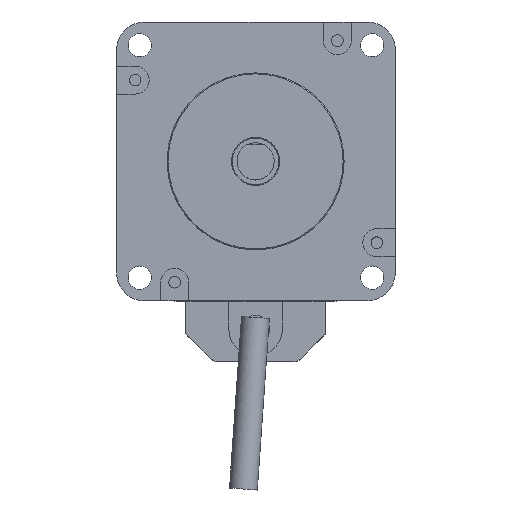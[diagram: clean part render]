
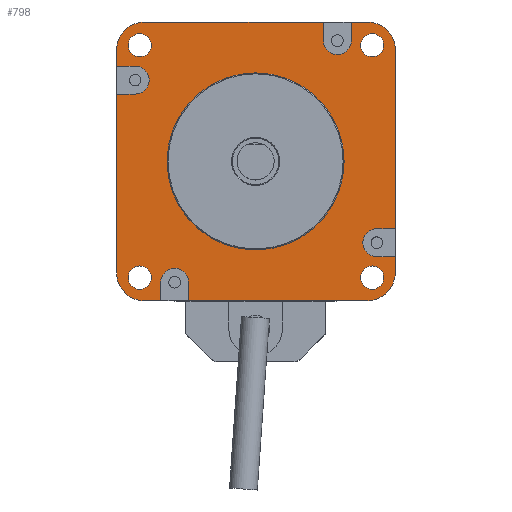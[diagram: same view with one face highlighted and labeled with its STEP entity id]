
A CAD part, top view. The second image highlights one B-rep face of the part: STEP entity #798.
In plain terms, the highlighted planar face has unit normal (0, 0, 1).
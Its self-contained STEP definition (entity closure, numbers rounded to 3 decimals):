
#238=FACE_BOUND('',#1398,.T.);
#239=FACE_BOUND('',#1399,.T.);
#240=FACE_BOUND('',#1400,.T.);
#241=FACE_BOUND('',#1401,.T.);
#242=FACE_BOUND('',#1402,.T.);
#243=FACE_BOUND('',#1403,.T.);
#542=CIRCLE('',#4519,2.5);
#544=CIRCLE('',#4522,2.5);
#546=CIRCLE('',#4525,2.5);
#548=CIRCLE('',#4528,2.5);
#550=CIRCLE('',#4531,6.);
#552=CIRCLE('',#4535,3.);
#554=CIRCLE('',#4540,6.);
#556=CIRCLE('',#4545,3.);
#558=CIRCLE('',#4550,6.178);
#560=CIRCLE('',#4555,3.);
#562=CIRCLE('',#4559,6.016);
#564=CIRCLE('',#4564,3.);
#565=CIRCLE('',#4570,5.);
#798=ADVANCED_FACE('',(#238,#239,#240,#241,#242,#243),#921,.T.);
#921=PLANE('',#4571);
#1398=EDGE_LOOP('',(#2456,#2457,#2458,#2459,#2460,#2461,#2462,#2463,#2464,
#2465,#2466,#2467,#2468,#2469,#2470,#2471,#2472,#2473,#2474,#2475,#2476,
#2477,#2478,#2479));
#1399=EDGE_LOOP('',(#2480));
#1400=EDGE_LOOP('',(#2481));
#1401=EDGE_LOOP('',(#2482));
#1402=EDGE_LOOP('',(#2483));
#1403=EDGE_LOOP('',(#2484));
#2456=ORIENTED_EDGE('',*,*,#3444,.T.);
#2457=ORIENTED_EDGE('',*,*,#3451,.T.);
#2458=ORIENTED_EDGE('',*,*,#3455,.T.);
#2459=ORIENTED_EDGE('',*,*,#3386,.T.);
#2460=ORIENTED_EDGE('',*,*,#3399,.T.);
#2461=ORIENTED_EDGE('',*,*,#3396,.T.);
#2462=ORIENTED_EDGE('',*,*,#3393,.T.);
#2463=ORIENTED_EDGE('',*,*,#3390,.T.);
#2464=ORIENTED_EDGE('',*,*,#3405,.T.);
#2465=ORIENTED_EDGE('',*,*,#3402,.T.);
#2466=ORIENTED_EDGE('',*,*,#3417,.T.);
#2467=ORIENTED_EDGE('',*,*,#3414,.T.);
#2468=ORIENTED_EDGE('',*,*,#3411,.T.);
#2469=ORIENTED_EDGE('',*,*,#3408,.T.);
#2470=ORIENTED_EDGE('',*,*,#3441,.T.);
#2471=ORIENTED_EDGE('',*,*,#3420,.T.);
#2472=ORIENTED_EDGE('',*,*,#3433,.T.);
#2473=ORIENTED_EDGE('',*,*,#3429,.F.);
#2474=ORIENTED_EDGE('',*,*,#3431,.F.);
#2475=ORIENTED_EDGE('',*,*,#3425,.F.);
#2476=ORIENTED_EDGE('',*,*,#3439,.T.);
#2477=ORIENTED_EDGE('',*,*,#3436,.T.);
#2478=ORIENTED_EDGE('',*,*,#3453,.T.);
#2479=ORIENTED_EDGE('',*,*,#3447,.T.);
#2480=ORIENTED_EDGE('',*,*,#3383,.F.);
#2481=ORIENTED_EDGE('',*,*,#3381,.F.);
#2482=ORIENTED_EDGE('',*,*,#3379,.F.);
#2483=ORIENTED_EDGE('',*,*,#3377,.F.);
#2484=ORIENTED_EDGE('',*,*,#3456,.T.);
#2847=VERTEX_POINT('',#6903);
#2849=VERTEX_POINT('',#6908);
#2851=VERTEX_POINT('',#6913);
#2853=VERTEX_POINT('',#6918);
#2856=VERTEX_POINT('',#6924);
#2857=VERTEX_POINT('',#6926);
#2860=VERTEX_POINT('',#6933);
#2861=VERTEX_POINT('',#6935);
#2863=VERTEX_POINT('',#6941);
#2865=VERTEX_POINT('',#6947);
#2868=VERTEX_POINT('',#6957);
#2869=VERTEX_POINT('',#6959);
#2872=VERTEX_POINT('',#6969);
#2873=VERTEX_POINT('',#6971);
#2875=VERTEX_POINT('',#6977);
#2877=VERTEX_POINT('',#6983);
#2880=VERTEX_POINT('',#6993);
#2881=VERTEX_POINT('',#6995);
#2882=VERTEX_POINT('',#6999);
#2885=VERTEX_POINT('',#7004);
#2887=VERTEX_POINT('',#7009);
#2889=VERTEX_POINT('',#7013);
#2892=VERTEX_POINT('',#7026);
#2893=VERTEX_POINT('',#7028);
#2896=VERTEX_POINT('',#7041);
#2897=VERTEX_POINT('',#7043);
#2899=VERTEX_POINT('',#7049);
#2901=VERTEX_POINT('',#7055);
#2902=VERTEX_POINT('',#7065);
#3377=EDGE_CURVE('',#2847,#2847,#542,.T.);
#3379=EDGE_CURVE('',#2849,#2849,#544,.T.);
#3381=EDGE_CURVE('',#2851,#2851,#546,.T.);
#3383=EDGE_CURVE('',#2853,#2853,#548,.T.);
#3386=EDGE_CURVE('',#2857,#2856,#550,.T.);
#3390=EDGE_CURVE('',#2861,#2860,#3740,.T.);
#3393=EDGE_CURVE('',#2863,#2861,#552,.T.);
#3396=EDGE_CURVE('',#2865,#2863,#3744,.T.);
#3399=EDGE_CURVE('',#2856,#2865,#3747,.T.);
#3402=EDGE_CURVE('',#2869,#2868,#554,.T.);
#3405=EDGE_CURVE('',#2860,#2869,#3751,.T.);
#3408=EDGE_CURVE('',#2873,#2872,#3754,.T.);
#3411=EDGE_CURVE('',#2875,#2873,#556,.T.);
#3414=EDGE_CURVE('',#2877,#2875,#3758,.T.);
#3417=EDGE_CURVE('',#2868,#2877,#3761,.T.);
#3420=EDGE_CURVE('',#2881,#2880,#558,.T.);
#3425=EDGE_CURVE('',#2885,#2882,#3767,.T.);
#3429=EDGE_CURVE('',#2889,#2887,#3771,.T.);
#3431=EDGE_CURVE('',#2882,#2889,#560,.T.);
#3433=EDGE_CURVE('',#2880,#2887,#3773,.T.);
#3436=EDGE_CURVE('',#2893,#2892,#562,.T.);
#3439=EDGE_CURVE('',#2885,#2893,#3777,.T.);
#3441=EDGE_CURVE('',#2872,#2881,#3779,.T.);
#3444=EDGE_CURVE('',#2897,#2896,#564,.T.);
#3447=EDGE_CURVE('',#2899,#2897,#3783,.T.);
#3451=EDGE_CURVE('',#2896,#2901,#3787,.T.);
#3453=EDGE_CURVE('',#2892,#2899,#3789,.T.);
#3455=EDGE_CURVE('',#2901,#2857,#3791,.T.);
#3456=EDGE_CURVE('',#2902,#2902,#565,.T.);
#3740=LINE('',#6934,#4071);
#3744=LINE('',#6946,#4075);
#3747=LINE('',#6951,#4078);
#3751=LINE('',#6963,#4082);
#3754=LINE('',#6970,#4085);
#3758=LINE('',#6982,#4089);
#3761=LINE('',#6987,#4092);
#3767=LINE('',#7005,#4098);
#3771=LINE('',#7014,#4102);
#3773=LINE('',#7020,#4104);
#3777=LINE('',#7032,#4108);
#3779=LINE('',#7035,#4110);
#3783=LINE('',#7048,#4114);
#3787=LINE('',#7056,#4118);
#3789=LINE('',#7059,#4120);
#3791=LINE('',#7062,#4122);
#4071=VECTOR('',#5670,1.);
#4075=VECTOR('',#5682,1.);
#4078=VECTOR('',#5687,1.);
#4082=VECTOR('',#5699,1.);
#4085=VECTOR('',#5704,1.);
#4089=VECTOR('',#5716,1.);
#4092=VECTOR('',#5721,1.);
#4098=VECTOR('',#5735,1.);
#4102=VECTOR('',#5741,1.);
#4104=VECTOR('',#5751,1.);
#4108=VECTOR('',#5763,1.);
#4110=VECTOR('',#5767,1.);
#4114=VECTOR('',#5779,1.);
#4118=VECTOR('',#5785,1.);
#4120=VECTOR('',#5789,1.);
#4122=VECTOR('',#5793,1.);
#4519=AXIS2_PLACEMENT_3D('',#6902,#5638,#5639);
#4522=AXIS2_PLACEMENT_3D('',#6907,#5644,#5645);
#4525=AXIS2_PLACEMENT_3D('',#6912,#5650,#5651);
#4528=AXIS2_PLACEMENT_3D('',#6917,#5656,#5657);
#4531=AXIS2_PLACEMENT_3D('',#6925,#5663,#5664);
#4535=AXIS2_PLACEMENT_3D('',#6940,#5676,#5677);
#4540=AXIS2_PLACEMENT_3D('',#6958,#5693,#5694);
#4545=AXIS2_PLACEMENT_3D('',#6976,#5710,#5711);
#4550=AXIS2_PLACEMENT_3D('',#6994,#5727,#5728);
#4555=AXIS2_PLACEMENT_3D('',#7017,#5746,#5747);
#4559=AXIS2_PLACEMENT_3D('',#7027,#5757,#5758);
#4564=AXIS2_PLACEMENT_3D('',#7042,#5773,#5774);
#4570=AXIS2_PLACEMENT_3D('',#7064,#5796,#5797);
#4571=AXIS2_PLACEMENT_3D('',#7066,#5798,#5799);
#5638=DIRECTION('',(0.,0.,1.));
#5639=DIRECTION('',(1.,0.,0.));
#5644=DIRECTION('',(0.,0.,1.));
#5645=DIRECTION('',(1.,0.,0.));
#5650=DIRECTION('',(0.,0.,1.));
#5651=DIRECTION('',(1.,0.,0.));
#5656=DIRECTION('',(0.,0.,1.));
#5657=DIRECTION('',(1.,0.,0.));
#5663=DIRECTION('',(0.,0.,1.));
#5664=DIRECTION('',(1.,0.,0.));
#5670=DIRECTION('',(-1.,0.,0.));
#5676=DIRECTION('',(0.,0.,-1.));
#5677=DIRECTION('',(0.,1.,0.));
#5682=DIRECTION('',(1.,0.,0.));
#5687=DIRECTION('',(0.,-1.,0.));
#5693=DIRECTION('',(0.,0.,1.));
#5694=DIRECTION('',(1.,0.,0.));
#5699=DIRECTION('',(0.,-1.,0.));
#5704=DIRECTION('',(0.,-1.,0.));
#5710=DIRECTION('',(0.,0.,-1.));
#5711=DIRECTION('',(-1.,0.,0.));
#5716=DIRECTION('',(0.,1.,0.));
#5721=DIRECTION('',(1.,0.,0.));
#5727=DIRECTION('',(0.,0.,1.));
#5728=DIRECTION('',(1.,0.,0.));
#5735=DIRECTION('',(-1.,0.,0.));
#5741=DIRECTION('',(1.,0.,0.));
#5746=DIRECTION('',(0.,0.,1.));
#5747=DIRECTION('',(0.,-1.,0.));
#5751=DIRECTION('',(0.,1.,0.));
#5757=DIRECTION('',(0.,0.,1.));
#5758=DIRECTION('',(1.,0.,0.));
#5763=DIRECTION('',(0.,1.,0.));
#5767=DIRECTION('',(1.,0.,0.));
#5773=DIRECTION('',(0.,0.,-1.));
#5774=DIRECTION('',(1.,0.,0.));
#5779=DIRECTION('',(0.,-1.,0.));
#5785=DIRECTION('',(0.,1.,0.));
#5789=DIRECTION('',(-1.,0.,0.));
#5793=DIRECTION('',(-1.,0.,0.));
#5796=DIRECTION('',(0.,0.,-1.));
#5797=DIRECTION('',(1.,0.,0.));
#5798=DIRECTION('',(0.,0.,1.));
#5799=DIRECTION('',(1.,0.,0.));
#6902=CARTESIAN_POINT('',(25.,25.,0.));
#6903=CARTESIAN_POINT('',(27.5,25.,0.));
#6907=CARTESIAN_POINT('',(25.,-25.,0.));
#6908=CARTESIAN_POINT('',(27.5,-25.,0.));
#6912=CARTESIAN_POINT('',(-25.,25.,0.));
#6913=CARTESIAN_POINT('',(-22.5,25.,0.));
#6917=CARTESIAN_POINT('',(-25.,-25.,0.));
#6918=CARTESIAN_POINT('',(-22.5,-25.,0.));
#6924=CARTESIAN_POINT('',(-30.,24.,0.));
#6925=CARTESIAN_POINT('',(-24.,24.,0.));
#6926=CARTESIAN_POINT('',(-24.,30.,0.));
#6933=CARTESIAN_POINT('',(-30.,14.5,0.));
#6934=CARTESIAN_POINT('',(-26.,14.5,0.));
#6935=CARTESIAN_POINT('',(-26.,14.5,0.));
#6940=CARTESIAN_POINT('',(-26.,17.5,0.));
#6941=CARTESIAN_POINT('',(-26.,20.5,0.));
#6946=CARTESIAN_POINT('',(-30.,20.5,0.));
#6947=CARTESIAN_POINT('',(-30.,20.5,0.));
#6951=CARTESIAN_POINT('',(-30.,24.,0.));
#6957=CARTESIAN_POINT('',(-24.,-30.,0.));
#6958=CARTESIAN_POINT('',(-24.,-24.,0.));
#6959=CARTESIAN_POINT('',(-30.,-24.,0.));
#6963=CARTESIAN_POINT('',(-30.,24.,0.));
#6969=CARTESIAN_POINT('',(-14.5,-30.,0.));
#6970=CARTESIAN_POINT('',(-14.5,-26.,0.));
#6971=CARTESIAN_POINT('',(-14.5,-26.,0.));
#6976=CARTESIAN_POINT('',(-17.5,-26.,0.));
#6977=CARTESIAN_POINT('',(-20.5,-26.,0.));
#6982=CARTESIAN_POINT('',(-20.5,-30.,0.));
#6983=CARTESIAN_POINT('',(-20.5,-30.,0.));
#6987=CARTESIAN_POINT('',(-24.,-30.,0.));
#6993=CARTESIAN_POINT('',(30.,-23.822,0.));
#6994=CARTESIAN_POINT('',(23.822,-23.822,0.));
#6995=CARTESIAN_POINT('',(23.822,-30.,0.));
#6999=CARTESIAN_POINT('',(26.,-14.5,0.));
#7004=CARTESIAN_POINT('',(30.,-14.5,0.));
#7005=CARTESIAN_POINT('',(30.,-14.5,0.));
#7009=CARTESIAN_POINT('',(30.,-20.5,0.));
#7013=CARTESIAN_POINT('',(26.,-20.5,0.));
#7014=CARTESIAN_POINT('',(26.,-20.5,0.));
#7017=CARTESIAN_POINT('',(26.,-17.5,0.));
#7020=CARTESIAN_POINT('',(30.,-23.822,0.));
#7026=CARTESIAN_POINT('',(23.984,30.,0.));
#7027=CARTESIAN_POINT('',(23.984,23.984,0.));
#7028=CARTESIAN_POINT('',(30.,23.984,0.));
#7032=CARTESIAN_POINT('',(30.,-23.822,0.));
#7035=CARTESIAN_POINT('',(-24.,-30.,0.));
#7041=CARTESIAN_POINT('',(14.5,26.,0.));
#7042=CARTESIAN_POINT('',(17.5,26.,0.));
#7043=CARTESIAN_POINT('',(20.5,26.,0.));
#7048=CARTESIAN_POINT('',(20.5,30.,0.));
#7049=CARTESIAN_POINT('',(20.5,30.,0.));
#7055=CARTESIAN_POINT('',(14.5,30.,0.));
#7056=CARTESIAN_POINT('',(14.5,26.,0.));
#7059=CARTESIAN_POINT('',(23.984,30.,0.));
#7062=CARTESIAN_POINT('',(23.984,30.,0.));
#7064=CARTESIAN_POINT('',(-0.089,0.,0.));
#7065=CARTESIAN_POINT('',(4.911,0.,0.));
#7066=CARTESIAN_POINT('',(-24.,-24.,0.));
